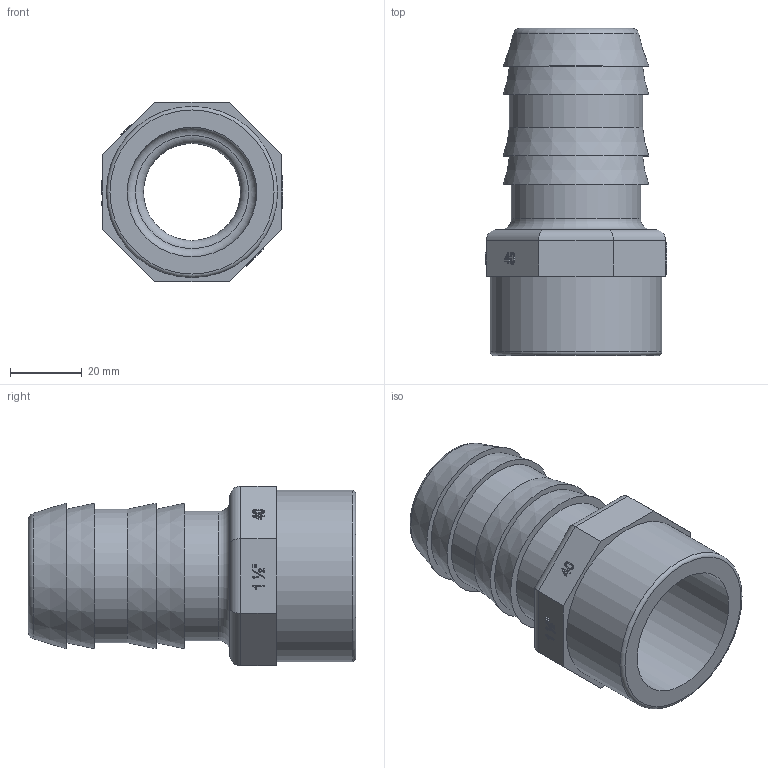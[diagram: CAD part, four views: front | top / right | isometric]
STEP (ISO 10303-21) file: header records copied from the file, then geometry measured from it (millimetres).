
FILE_DESCRIPTION( ( 'Unknown' ), '1' );
FILE_NAME( 'Espiga ø 40-1½''''.stp', 'Unknown', ( 'Unknown' ), ( 'Unknown' ), 'PSStep 16.0.42', 'Unknown', ' ' );
FILE_SCHEMA( ( 'AUTOMOTIVE_DESIGN { 1 0 10303 214 1 1 1 1 }' ) );
Length unit declared in the file: millimetre
Products named in the file (1): 1
Bounding box: 50.6 x 91 x 50 mm (x, y, z)
Volume: 62732.7 mm3; surface area: 23898 mm2
Topology: 1 solids, 1 shells, 185 faces, 468 edges, 309 vertices
Faces by surface type: plane 115, extrusion 35, cylinder 26, torus 5, cone 4
Full cylindrical faces by diameter (mm): 8.64 x1, 9 x1, 27 x1, 36 x2, 37.099 x1, 47.62 x1
Entity records: 7251 total; most frequent: CARTESIAN_POINT 1475, ORIENTED_EDGE 892, DIRECTION 768, EDGE_CURVE 446, VECTOR 356, LINE 321, VERTEX_POINT 303, EDGE_LOOP 227
